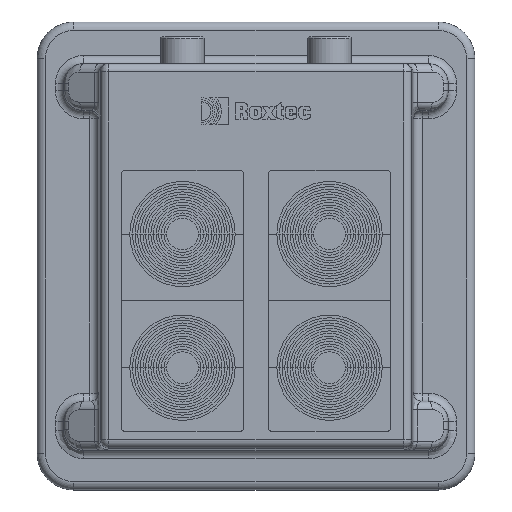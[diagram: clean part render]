
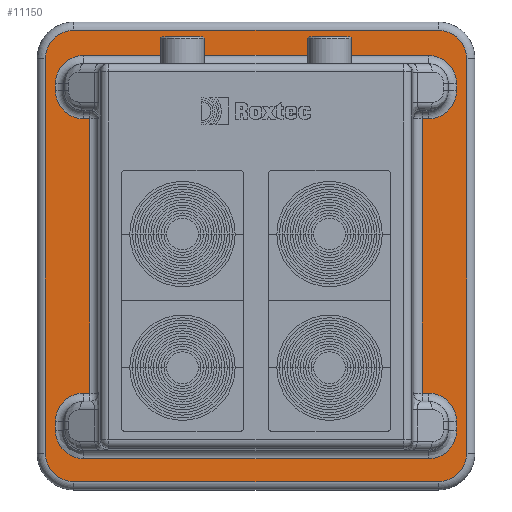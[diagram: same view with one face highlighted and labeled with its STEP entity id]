
A CAD part, top view. The second image highlights one B-rep face of the part: STEP entity #11150.
In plain terms, the highlighted planar face has unit normal (0, 0, 1).
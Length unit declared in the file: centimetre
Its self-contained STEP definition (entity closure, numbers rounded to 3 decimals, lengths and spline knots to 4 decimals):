
#186=ELLIPSE('',#12302,0.8501,0.85);
#187=ELLIPSE('',#12303,0.8501,0.85);
#450=FACE_BOUND('',#1645,.T.);
#937=FACE_OUTER_BOUND('',#1644,.T.);
#1644=EDGE_LOOP('',(#8759,#8760,#8761,#8762,#8763,#8764,#8765,#8766));
#1645=EDGE_LOOP('',(#8767,#8768,#8769,#8770,#8771,#8772,#8773,#8774,#8775,
#8776,#8777,#8778,#8779,#8780,#8781,#8782,#8783,#8784,#8785,#8786));
#2274=CIRCLE('',#12166,0.85);
#2277=CIRCLE('',#12171,0.85);
#2280=CIRCLE('',#12176,0.85);
#2283=CIRCLE('',#12181,0.85);
#2334=CIRCLE('',#12301,0.85);
#2335=CIRCLE('',#12304,0.85);
#2336=CIRCLE('',#12305,0.85);
#2337=CIRCLE('',#12306,0.85);
#2338=CIRCLE('',#12307,0.85);
#2339=CIRCLE('',#12308,0.85);
#2854=LINE('',#17804,#3766);
#2855=LINE('',#17812,#3767);
#2856=LINE('',#17820,#3768);
#2857=LINE('',#17826,#3769);
#2909=LINE('',#18479,#3821);
#2910=LINE('',#18483,#3822);
#2911=LINE('',#18487,#3823);
#2912=LINE('',#18491,#3824);
#2913=LINE('',#18495,#3825);
#2914=LINE('',#18497,#3826);
#2915=LINE('',#18499,#3827);
#2916=LINE('',#18503,#3828);
#2917=LINE('',#18507,#3829);
#2918=LINE('',#18511,#3830);
#2919=LINE('',#18515,#3831);
#2920=LINE('',#18516,#3832);
#3766=VECTOR('',#14575,1.);
#3767=VECTOR('',#14586,1.);
#3768=VECTOR('',#14597,1.);
#3769=VECTOR('',#14606,1.);
#3821=VECTOR('',#14894,1.);
#3822=VECTOR('',#14897,1.);
#3823=VECTOR('',#14900,1.);
#3824=VECTOR('',#14903,1.);
#3825=VECTOR('',#14906,1.);
#3826=VECTOR('',#14907,1.);
#3827=VECTOR('',#14908,1.);
#3828=VECTOR('',#14911,1.);
#3829=VECTOR('',#14914,1.);
#3830=VECTOR('',#14917,1.);
#3831=VECTOR('',#14920,1.);
#3832=VECTOR('',#14921,1.);
#4749=VERTEX_POINT('',#17796);
#4750=VERTEX_POINT('',#17798);
#4751=VERTEX_POINT('',#17802);
#4752=VERTEX_POINT('',#17806);
#4753=VERTEX_POINT('',#17810);
#4754=VERTEX_POINT('',#17814);
#4755=VERTEX_POINT('',#17818);
#4756=VERTEX_POINT('',#17822);
#4828=VERTEX_POINT('',#18477);
#4829=VERTEX_POINT('',#18478);
#4830=VERTEX_POINT('',#18480);
#4831=VERTEX_POINT('',#18482);
#4832=VERTEX_POINT('',#18484);
#4833=VERTEX_POINT('',#18486);
#4834=VERTEX_POINT('',#18488);
#4835=VERTEX_POINT('',#18490);
#4836=VERTEX_POINT('',#18492);
#4837=VERTEX_POINT('',#18494);
#4838=VERTEX_POINT('',#18496);
#4839=VERTEX_POINT('',#18498);
#4840=VERTEX_POINT('',#18500);
#4841=VERTEX_POINT('',#18502);
#4842=VERTEX_POINT('',#18504);
#4843=VERTEX_POINT('',#18506);
#4844=VERTEX_POINT('',#18508);
#4845=VERTEX_POINT('',#18510);
#4846=VERTEX_POINT('',#18512);
#4847=VERTEX_POINT('',#18514);
#6081=EDGE_CURVE('',#4750,#4749,#2274,.T.);
#6083=EDGE_CURVE('',#4751,#4750,#2854,.T.);
#6085=EDGE_CURVE('',#4752,#4751,#2277,.T.);
#6087=EDGE_CURVE('',#4753,#4752,#2855,.T.);
#6089=EDGE_CURVE('',#4754,#4753,#2280,.T.);
#6091=EDGE_CURVE('',#4755,#4754,#2856,.T.);
#6093=EDGE_CURVE('',#4756,#4755,#2283,.T.);
#6094=EDGE_CURVE('',#4749,#4756,#2857,.T.);
#6222=EDGE_CURVE('',#4828,#4829,#2909,.T.);
#6223=EDGE_CURVE('',#4830,#4828,#2334,.T.);
#6224=EDGE_CURVE('',#4831,#4830,#2910,.T.);
#6225=EDGE_CURVE('',#4832,#4831,#186,.T.);
#6226=EDGE_CURVE('',#4833,#4832,#2911,.T.);
#6227=EDGE_CURVE('',#4834,#4833,#187,.T.);
#6228=EDGE_CURVE('',#4835,#4834,#2912,.T.);
#6229=EDGE_CURVE('',#4836,#4835,#2335,.T.);
#6230=EDGE_CURVE('',#4837,#4836,#2913,.T.);
#6231=EDGE_CURVE('',#4838,#4837,#2914,.T.);
#6232=EDGE_CURVE('',#4839,#4838,#2915,.T.);
#6233=EDGE_CURVE('',#4840,#4839,#2336,.T.);
#6234=EDGE_CURVE('',#4841,#4840,#2916,.T.);
#6235=EDGE_CURVE('',#4842,#4841,#2337,.T.);
#6236=EDGE_CURVE('',#4843,#4842,#2917,.T.);
#6237=EDGE_CURVE('',#4844,#4843,#2338,.T.);
#6238=EDGE_CURVE('',#4845,#4844,#2918,.T.);
#6239=EDGE_CURVE('',#4846,#4845,#2339,.T.);
#6240=EDGE_CURVE('',#4847,#4846,#2919,.T.);
#6241=EDGE_CURVE('',#4829,#4847,#2920,.T.);
#8759=ORIENTED_EDGE('',*,*,#6094,.F.);
#8760=ORIENTED_EDGE('',*,*,#6081,.F.);
#8761=ORIENTED_EDGE('',*,*,#6083,.F.);
#8762=ORIENTED_EDGE('',*,*,#6085,.F.);
#8763=ORIENTED_EDGE('',*,*,#6087,.F.);
#8764=ORIENTED_EDGE('',*,*,#6089,.F.);
#8765=ORIENTED_EDGE('',*,*,#6091,.F.);
#8766=ORIENTED_EDGE('',*,*,#6093,.F.);
#8767=ORIENTED_EDGE('',*,*,#6222,.F.);
#8768=ORIENTED_EDGE('',*,*,#6223,.F.);
#8769=ORIENTED_EDGE('',*,*,#6224,.F.);
#8770=ORIENTED_EDGE('',*,*,#6225,.F.);
#8771=ORIENTED_EDGE('',*,*,#6226,.F.);
#8772=ORIENTED_EDGE('',*,*,#6227,.F.);
#8773=ORIENTED_EDGE('',*,*,#6228,.F.);
#8774=ORIENTED_EDGE('',*,*,#6229,.F.);
#8775=ORIENTED_EDGE('',*,*,#6230,.F.);
#8776=ORIENTED_EDGE('',*,*,#6231,.F.);
#8777=ORIENTED_EDGE('',*,*,#6232,.F.);
#8778=ORIENTED_EDGE('',*,*,#6233,.F.);
#8779=ORIENTED_EDGE('',*,*,#6234,.F.);
#8780=ORIENTED_EDGE('',*,*,#6235,.F.);
#8781=ORIENTED_EDGE('',*,*,#6236,.F.);
#8782=ORIENTED_EDGE('',*,*,#6237,.F.);
#8783=ORIENTED_EDGE('',*,*,#6238,.F.);
#8784=ORIENTED_EDGE('',*,*,#6239,.F.);
#8785=ORIENTED_EDGE('',*,*,#6240,.F.);
#8786=ORIENTED_EDGE('',*,*,#6241,.F.);
#10297=PLANE('',#12300);
#11150=ADVANCED_FACE('',(#937,#450),#10297,.F.);
#12166=AXIS2_PLACEMENT_3D('',#17800,#14569,#14570);
#12171=AXIS2_PLACEMENT_3D('',#17808,#14580,#14581);
#12176=AXIS2_PLACEMENT_3D('',#17816,#14591,#14592);
#12181=AXIS2_PLACEMENT_3D('',#17824,#14602,#14603);
#12300=AXIS2_PLACEMENT_3D('',#18476,#14892,#14893);
#12301=AXIS2_PLACEMENT_3D('',#18481,#14895,#14896);
#12302=AXIS2_PLACEMENT_3D('',#18485,#14898,#14899);
#12303=AXIS2_PLACEMENT_3D('',#18489,#14901,#14902);
#12304=AXIS2_PLACEMENT_3D('',#18493,#14904,#14905);
#12305=AXIS2_PLACEMENT_3D('',#18501,#14909,#14910);
#12306=AXIS2_PLACEMENT_3D('',#18505,#14912,#14913);
#12307=AXIS2_PLACEMENT_3D('',#18509,#14915,#14916);
#12308=AXIS2_PLACEMENT_3D('',#18513,#14918,#14919);
#14569=DIRECTION('center_axis',(0.,0.,-1.));
#14570=DIRECTION('ref_axis',(0.707,0.707,0.));
#14575=DIRECTION('',(1.,0.,0.));
#14580=DIRECTION('center_axis',(0.,0.,-1.));
#14581=DIRECTION('ref_axis',(-0.707,0.707,0.));
#14586=DIRECTION('',(0.,1.,0.));
#14591=DIRECTION('center_axis',(0.,0.,-1.));
#14592=DIRECTION('ref_axis',(-0.707,-0.707,0.));
#14597=DIRECTION('',(-1.,0.,0.));
#14602=DIRECTION('center_axis',(0.,0.,-1.));
#14603=DIRECTION('ref_axis',(0.707,-0.707,0.));
#14606=DIRECTION('',(0.,-1.,0.));
#14892=DIRECTION('center_axis',(0.,0.,-1.));
#14893=DIRECTION('ref_axis',(-1.,0.,0.));
#14894=DIRECTION('',(-1.,0.,0.));
#14895=DIRECTION('center_axis',(0.,0.,1.));
#14896=DIRECTION('ref_axis',(0.707,0.707,0.));
#14897=DIRECTION('',(0.,1.,0.));
#14898=DIRECTION('center_axis',(0.,0.,1.));
#14899=DIRECTION('ref_axis',(0.,-1.,0.));
#14900=DIRECTION('',(1.,0.,0.));
#14901=DIRECTION('center_axis',(0.,0.,1.));
#14902=DIRECTION('ref_axis',(0.,-1.,0.));
#14903=DIRECTION('',(0.,-1.,0.));
#14904=DIRECTION('center_axis',(0.,0.,1.));
#14905=DIRECTION('ref_axis',(-0.707,0.707,0.));
#14906=DIRECTION('',(-1.,0.,0.));
#14907=DIRECTION('',(0.,-1.,0.));
#14908=DIRECTION('',(1.,0.,0.));
#14909=DIRECTION('center_axis',(0.,0.,1.));
#14910=DIRECTION('ref_axis',(-0.707,-0.707,0.));
#14911=DIRECTION('',(0.,-1.,0.));
#14912=DIRECTION('center_axis',(0.,0.,1.));
#14913=DIRECTION('ref_axis',(-0.707,0.707,0.));
#14914=DIRECTION('',(-1.,0.,0.));
#14915=DIRECTION('center_axis',(0.,0.,1.));
#14916=DIRECTION('ref_axis',(0.707,0.707,0.));
#14917=DIRECTION('',(0.,1.,0.));
#14918=DIRECTION('center_axis',(0.,0.,1.));
#14919=DIRECTION('ref_axis',(0.707,-0.707,0.));
#14920=DIRECTION('',(1.,0.,0.));
#14921=DIRECTION('',(0.,1.,0.));
#17796=CARTESIAN_POINT('',(6.3,5.9,-3.7));
#17798=CARTESIAN_POINT('',(5.45,6.75,-3.7));
#17800=CARTESIAN_POINT('Origin',(5.45,5.9,-3.7));
#17802=CARTESIAN_POINT('',(-5.45,6.75,-3.7));
#17804=CARTESIAN_POINT('',(-3.275,6.75,-3.7));
#17806=CARTESIAN_POINT('',(-6.3,5.9,-3.7));
#17808=CARTESIAN_POINT('Origin',(-5.45,5.9,-3.7));
#17810=CARTESIAN_POINT('',(-6.3,-5.9,-3.7));
#17812=CARTESIAN_POINT('',(-6.3,-3.25,-3.7));
#17814=CARTESIAN_POINT('',(-5.45,-6.75,-3.7));
#17816=CARTESIAN_POINT('Origin',(-5.45,-5.9,-3.7));
#17818=CARTESIAN_POINT('',(5.45,-6.75,-3.7));
#17820=CARTESIAN_POINT('',(3.275,-6.75,-3.7));
#17822=CARTESIAN_POINT('',(6.3,-5.9,-3.7));
#17824=CARTESIAN_POINT('Origin',(5.45,-5.9,-3.7));
#17826=CARTESIAN_POINT('',(6.3,3.25,-3.7));
#18476=CARTESIAN_POINT('Origin',(0.,0.,
-3.7));
#18477=CARTESIAN_POINT('',(5.15,-4.1,-3.7));
#18478=CARTESIAN_POINT('',(4.9672,-4.1,-3.7));
#18479=CARTESIAN_POINT('',(2.325,-4.1,-3.7));
#18480=CARTESIAN_POINT('',(6.,-4.95,-3.7));
#18481=CARTESIAN_POINT('Origin',(5.15,-4.95,-3.7));
#18482=CARTESIAN_POINT('',(6.,-5.2171,-3.7));
#18483=CARTESIAN_POINT('',(6.,-2.175,-3.7));
#18484=CARTESIAN_POINT('',(5.15,-6.0672,-3.7));
#18485=CARTESIAN_POINT('Origin',(5.15,-5.2171,-3.7));
#18486=CARTESIAN_POINT('',(-5.15,-6.0672,-3.7));
#18487=CARTESIAN_POINT('',(2.325,-6.0672,-3.7));
#18488=CARTESIAN_POINT('',(-6.,-5.2171,-3.7));
#18489=CARTESIAN_POINT('Origin',(-5.15,-5.2171,-3.7));
#18490=CARTESIAN_POINT('',(-6.,-4.95,-3.7));
#18491=CARTESIAN_POINT('',(-6.,-2.175,-3.7));
#18492=CARTESIAN_POINT('',(-5.15,-4.1,-3.7));
#18493=CARTESIAN_POINT('Origin',(-5.15,-4.95,-3.7));
#18494=CARTESIAN_POINT('',(-4.9672,-4.1,-3.7));
#18495=CARTESIAN_POINT('',(-2.325,-4.1,-3.7));
#18496=CARTESIAN_POINT('',(-4.9672,4.1,-3.7));
#18497=CARTESIAN_POINT('',(-4.9672,-2.875,-3.7));
#18498=CARTESIAN_POINT('',(-5.15,4.1,-3.7));
#18499=CARTESIAN_POINT('',(-2.325,4.1,-3.7));
#18500=CARTESIAN_POINT('',(-6.,4.95,-3.7));
#18501=CARTESIAN_POINT('Origin',(-5.15,4.95,-3.7));
#18502=CARTESIAN_POINT('',(-6.,5.15,-3.7));
#18503=CARTESIAN_POINT('',(-6.,2.175,-3.7));
#18504=CARTESIAN_POINT('',(-5.15,6.,-3.7));
#18505=CARTESIAN_POINT('Origin',(-5.15,5.15,-3.7));
#18506=CARTESIAN_POINT('',(5.15,6.,-3.7));
#18507=CARTESIAN_POINT('',(-2.325,6.,-3.7));
#18508=CARTESIAN_POINT('',(6.,5.15,-3.7));
#18509=CARTESIAN_POINT('Origin',(5.15,5.15,-3.7));
#18510=CARTESIAN_POINT('',(6.,4.95,-3.7));
#18511=CARTESIAN_POINT('',(6.,2.175,-3.7));
#18512=CARTESIAN_POINT('',(5.15,4.1,-3.7));
#18513=CARTESIAN_POINT('Origin',(5.15,4.95,-3.7));
#18514=CARTESIAN_POINT('',(4.9672,4.1,-3.7));
#18515=CARTESIAN_POINT('',(2.325,4.1,-3.7));
#18516=CARTESIAN_POINT('',(4.9672,2.875,-3.7));
